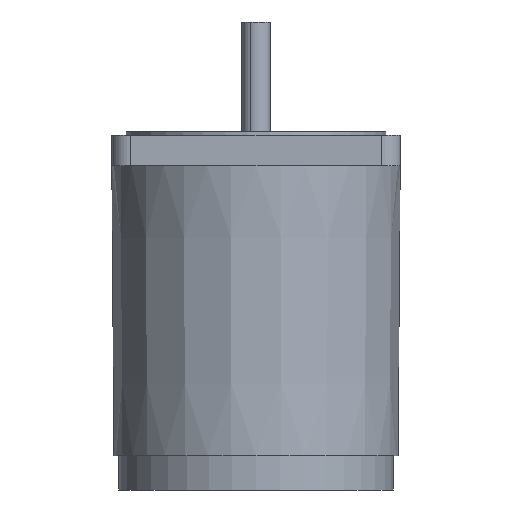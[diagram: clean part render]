
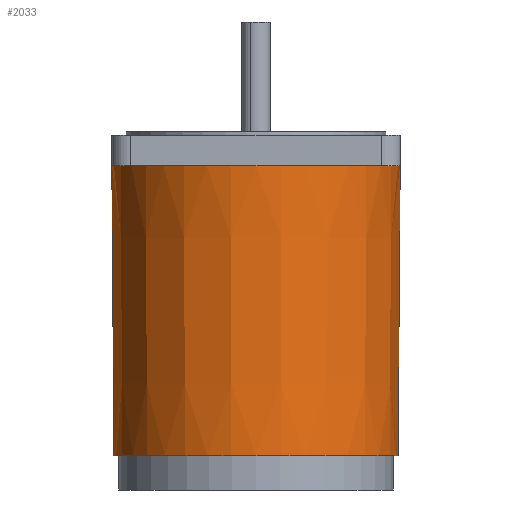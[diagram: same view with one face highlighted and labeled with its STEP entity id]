
A CAD part, left-side view. The second image highlights one B-rep face of the part: STEP entity #2033.
In plain terms, the highlighted conical face has half-angle 0.42 degrees and reference radius 30.05 mm.
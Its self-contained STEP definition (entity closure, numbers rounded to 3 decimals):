
#60 = VERTEX_POINT ( 'NONE', #73 ) ;
#70 = CARTESIAN_POINT ( 'NONE',  ( -25.24, -7.053, 31.1 ) ) ;
#73 = CARTESIAN_POINT ( 'NONE',  ( 5.26, 22.997, -30.3 ) ) ;
#177 = CARTESIAN_POINT ( 'NONE',  ( 5.26, -37.103, -30.3 ) ) ;
#308 = CARTESIAN_POINT ( 'NONE',  ( 5.26, -37.553, 31.1 ) ) ;
#363 = EDGE_CURVE ( 'NONE', #2338, #2377, #2409, .T. ) ;
#449 = ORIENTED_EDGE ( 'NONE', *, *, #468, .T. ) ;
#468 = EDGE_CURVE ( 'NONE', #1678, #2377, #2288, .T. ) ;
#473 = EDGE_CURVE ( 'NONE', #60, #1056, #1826, .T. ) ;
#517 = DIRECTION ( 'NONE',  ( 0., -1., 0. ) ) ;
#520 = ORIENTED_EDGE ( 'NONE', *, *, #1928, .T. ) ;
#581 = CARTESIAN_POINT ( 'NONE',  ( 5.26, -7.053, 31.1 ) ) ;
#648 = DIRECTION ( 'NONE',  ( 0., 0.007, 1. ) ) ;
#653 = AXIS2_PLACEMENT_3D ( 'NONE', #2860, #770, #1716 ) ;
#655 = CIRCLE ( 'NONE', #653, 30.5 ) ;
#698 = AXIS2_PLACEMENT_3D ( 'NONE', #1701, #2619, #517 ) ;
#703 = CONICAL_SURFACE ( 'NONE', #698, 30.05, 0.007 ) ;
#710 = CARTESIAN_POINT ( 'NONE',  ( 5.26, -7.053, -30.3 ) ) ;
#755 = FACE_OUTER_BOUND ( 'NONE', #2309, .T. ) ;
#770 = DIRECTION ( 'NONE',  ( 0., 0., 1. ) ) ;
#945 = AXIS2_PLACEMENT_3D ( 'NONE', #710, #1662, #2578 ) ;
#946 = CIRCLE ( 'NONE', #945, 30.05 ) ;
#958 = ORIENTED_EDGE ( 'NONE', *, *, #2049, .F. ) ;
#1056 = VERTEX_POINT ( 'NONE', #2050 ) ;
#1114 = DIRECTION ( 'NONE',  ( 0., -0.007, 1. ) ) ;
#1362 = ORIENTED_EDGE ( 'NONE', *, *, #473, .F. ) ;
#1536 = DIRECTION ( 'NONE',  ( 0., 0., 1. ) ) ;
#1662 = DIRECTION ( 'NONE',  ( 0., 0., 1. ) ) ;
#1678 = VERTEX_POINT ( 'NONE', #1696 ) ;
#1679 = VECTOR ( 'NONE', #648, 1000. ) ;
#1696 = CARTESIAN_POINT ( 'NONE',  ( 5.26, -37.103, -30.3 ) ) ;
#1701 = CARTESIAN_POINT ( 'NONE',  ( 5.26, -7.053, -30.3 ) ) ;
#1716 = DIRECTION ( 'NONE',  ( 0., -1., 0. ) ) ;
#1721 = VECTOR ( 'NONE', #1114, 1000. ) ;
#1777 = ORIENTED_EDGE ( 'NONE', *, *, #363, .F. ) ;
#1826 = LINE ( 'NONE', #2740, #1679 ) ;
#1928 = EDGE_CURVE ( 'NONE', #60, #1678, #946, .T. ) ;
#2033 = ADVANCED_FACE ( 'NONE', ( #755 ), #703, .T. ) ;
#2049 = EDGE_CURVE ( 'NONE', #1056, #2338, #655, .T. ) ;
#2050 = CARTESIAN_POINT ( 'NONE',  ( 5.26, 23.447, 31.1 ) ) ;
#2288 = LINE ( 'NONE', #177, #1721 ) ;
#2309 = EDGE_LOOP ( 'NONE', ( #1362, #520, #449, #1777, #958 ) ) ;
#2338 = VERTEX_POINT ( 'NONE', #70 ) ;
#2364 = AXIS2_PLACEMENT_3D ( 'NONE', #581, #1536, #2466 ) ;
#2377 = VERTEX_POINT ( 'NONE', #308 ) ;
#2409 = CIRCLE ( 'NONE', #2364, 30.5 ) ;
#2466 = DIRECTION ( 'NONE',  ( 0., -1., 0. ) ) ;
#2578 = DIRECTION ( 'NONE',  ( 0., -1., 0. ) ) ;
#2619 = DIRECTION ( 'NONE',  ( 0., 0., 1. ) ) ;
#2740 = CARTESIAN_POINT ( 'NONE',  ( 5.26, 22.997, -30.3 ) ) ;
#2860 = CARTESIAN_POINT ( 'NONE',  ( 5.26, -7.053, 31.1 ) ) ;
